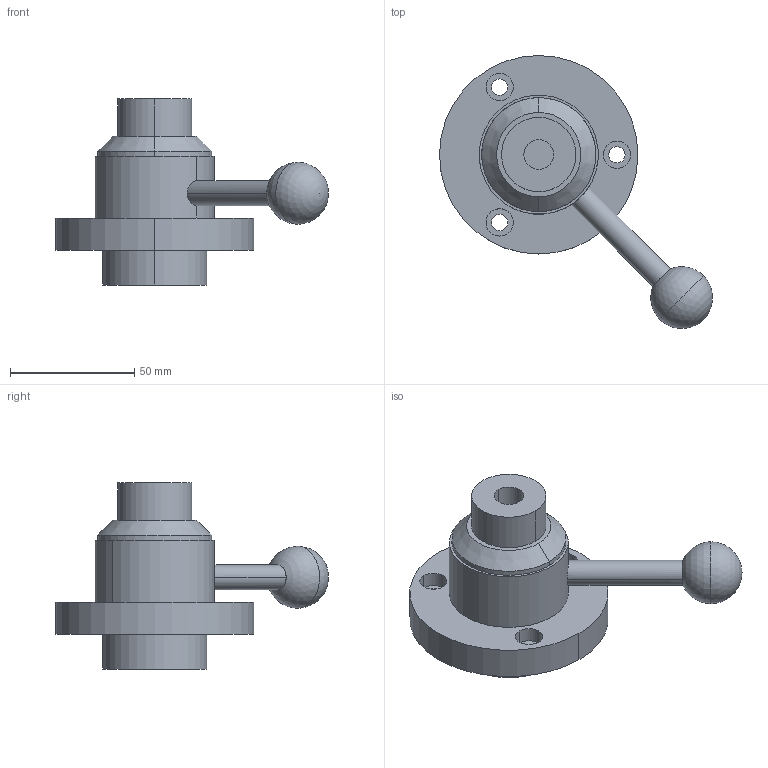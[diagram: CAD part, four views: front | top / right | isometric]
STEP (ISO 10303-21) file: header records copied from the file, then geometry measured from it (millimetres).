
FILE_DESCRIPTION (( 'STEP AP203' ), '1' );
FILE_NAME ('cp700-30063r.STEP', '2021-10-25T23:53:27', ( '' ), ( '' ), 'SwSTEP 2.0', 'SolidWorks 2020', '' );
FILE_SCHEMA (( 'CONFIG_CONTROL_DESIGN' ));
Length unit declared in the file: millimetre
Products named in the file (4): cp700-30063r_01; cp700-30063r; cp700-30063r_02; cp700-30063r_03
Assembly tree (3 placements, depth 2):
  cp700-30063r
    cp700-30063r_01
    cp700-30063r_02
    cp700-30063r_03
Bounding box: 110.04 x 110.04 x 75 mm (x, y, z)
Volume: 147115.6 mm3; surface area: 43002.6 mm2
Topology: 3 solids, 3 shells, 50 faces, 111 edges, 74 vertices
Faces by surface type: cylinder 32, plane 14, cone 2, sphere 2
Entity records: 1897 total; most frequent: CARTESIAN_POINT 311, DIRECTION 283, ORIENTED_EDGE 214, AXIS2_PLACEMENT_3D 124, EDGE_CURVE 107, VERTEX_POINT 72, EDGE_LOOP 69, CIRCLE 68
